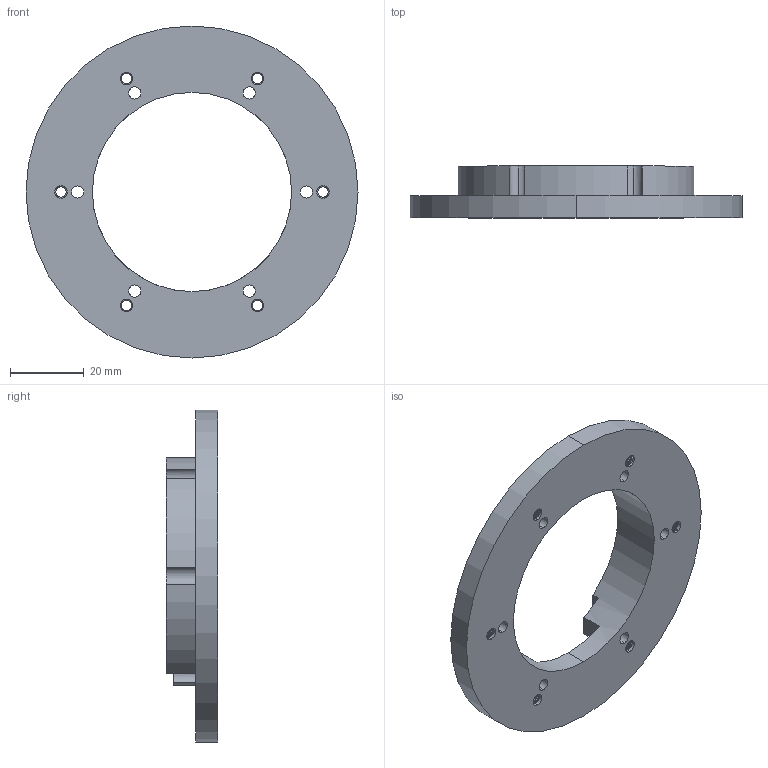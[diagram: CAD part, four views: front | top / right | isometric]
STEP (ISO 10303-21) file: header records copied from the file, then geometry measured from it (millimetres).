
FILE_DESCRIPTION (( 'STEP AP203' ), '1' );
FILE_NAME ('Bague-v2.STEP', '2022-12-13T20:05:06', ( '' ), ( '' ), 'SwSTEP 2.0', 'SolidWorks 2022', '' );
FILE_SCHEMA (( 'CONFIG_CONTROL_DESIGN' ));
Length unit declared in the file: millimetre
Products named in the file (1): Bague-v2
Bounding box: 90 x 14 x 90 mm (x, y, z)
Volume: 29295.1 mm3; surface area: 14485.4 mm2
Topology: 1 solids, 1 shells, 212 faces, 618 edges, 408 vertices
Faces by surface type: cylinder 167, plane 27, bspline 18
Entity records: 13927 total; most frequent: CARTESIAN_POINT 8937, ORIENTED_EDGE 1236, DIRECTION 862, EDGE_CURVE 618, VERTEX_POINT 408, AXIS2_PLACEMENT_3D 313, EDGE_LOOP 238, LINE 236
